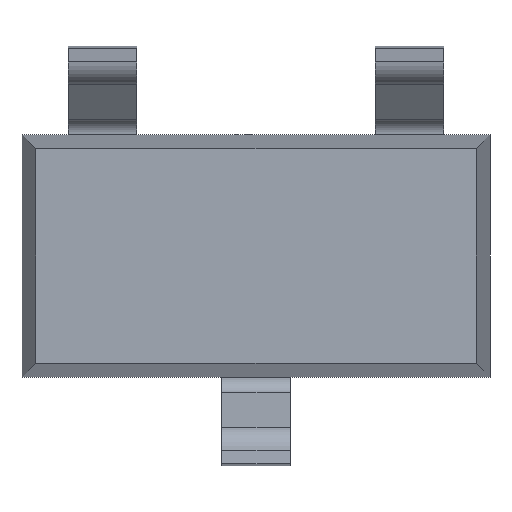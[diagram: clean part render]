
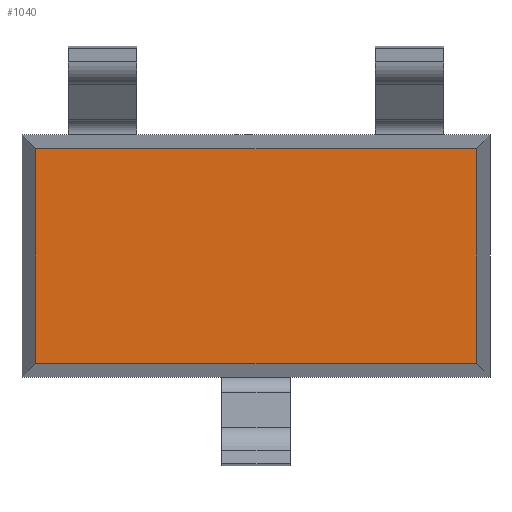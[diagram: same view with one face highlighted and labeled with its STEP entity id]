
A CAD part, front view. The second image highlights one B-rep face of the part: STEP entity #1040.
In plain terms, the highlighted planar face has unit normal (0, -1, 0).
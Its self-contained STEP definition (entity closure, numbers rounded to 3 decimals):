
#5 = CARTESIAN_POINT ( 'NONE',  ( -0.664, 0.1, -1.364 ) ) ;
#10 = LINE ( 'NONE', #72, #490 ) ;
#72 = CARTESIAN_POINT ( 'NONE',  ( -0.75, 0.1, 1.364 ) ) ;
#103 = VERTEX_POINT ( 'NONE', #1076 ) ;
#110 = DIRECTION ( 'NONE',  ( 0., 1., 0. ) ) ;
#175 = LINE ( 'NONE', #299, #441 ) ;
#232 = DIRECTION ( 'NONE',  ( 0., 0., 1. ) ) ;
#261 = ORIENTED_EDGE ( 'NONE', *, *, #1366, .T. ) ;
#299 = CARTESIAN_POINT ( 'NONE',  ( -0.664, 0.1, 1.45 ) ) ;
#324 = VERTEX_POINT ( 'NONE', #5 ) ;
#381 = LINE ( 'NONE', #939, #927 ) ;
#412 = DIRECTION ( 'NONE',  ( -1., 0., 0. ) ) ;
#441 = VECTOR ( 'NONE', #872, 1000. ) ;
#486 = VERTEX_POINT ( 'NONE', #1272 ) ;
#490 = VECTOR ( 'NONE', #412, 1000. ) ;
#620 = CARTESIAN_POINT ( 'NONE',  ( -0.664, 0.1, 1.364 ) ) ;
#720 = ORIENTED_EDGE ( 'NONE', *, *, #1389, .T. ) ;
#741 = FACE_OUTER_BOUND ( 'NONE', #1170, .T. ) ;
#774 = VERTEX_POINT ( 'NONE', #620 ) ;
#803 = VECTOR ( 'NONE', #1184, 1000. ) ;
#839 = LINE ( 'NONE', #1080, #803 ) ;
#872 = DIRECTION ( 'NONE',  ( 0., 0., -1. ) ) ;
#927 = VECTOR ( 'NONE', #1054, 1000. ) ;
#939 = CARTESIAN_POINT ( 'NONE',  ( -0.75, 0.1, -1.364 ) ) ;
#1013 = ORIENTED_EDGE ( 'NONE', *, *, #1259, .T. ) ;
#1017 = PLANE ( 'NONE',  #1289 ) ;
#1024 = CARTESIAN_POINT ( 'NONE',  ( 0., 0.1, 0. ) ) ;
#1040 = ADVANCED_FACE ( 'NONE', ( #741 ), #1017, .F. ) ;
#1054 = DIRECTION ( 'NONE',  ( 1., 0., 0. ) ) ;
#1076 = CARTESIAN_POINT ( 'NONE',  ( 0.664, 0.1, -1.364 ) ) ;
#1080 = CARTESIAN_POINT ( 'NONE',  ( 0.664, 0.1, 1.45 ) ) ;
#1170 = EDGE_LOOP ( 'NONE', ( #261, #720, #1392, #1013 ) ) ;
#1184 = DIRECTION ( 'NONE',  ( 0., 0., 1. ) ) ;
#1259 = EDGE_CURVE ( 'NONE', #324, #103, #381, .T. ) ;
#1272 = CARTESIAN_POINT ( 'NONE',  ( 0.664, 0.1, 1.364 ) ) ;
#1289 = AXIS2_PLACEMENT_3D ( 'NONE', #1024, #110, #232 ) ;
#1349 = EDGE_CURVE ( 'NONE', #774, #324, #175, .T. ) ;
#1366 = EDGE_CURVE ( 'NONE', #103, #486, #839, .T. ) ;
#1389 = EDGE_CURVE ( 'NONE', #486, #774, #10, .T. ) ;
#1392 = ORIENTED_EDGE ( 'NONE', *, *, #1349, .T. ) ;
